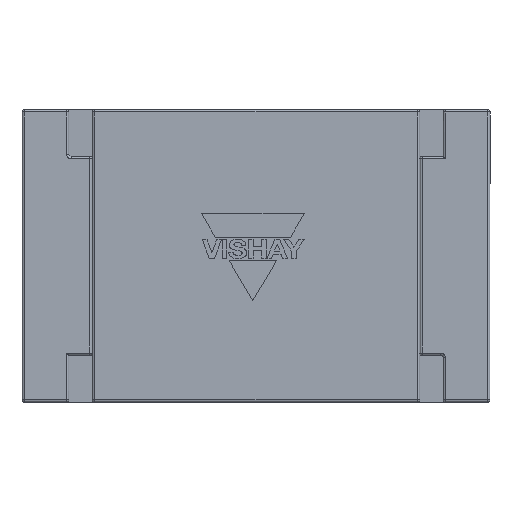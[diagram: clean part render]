
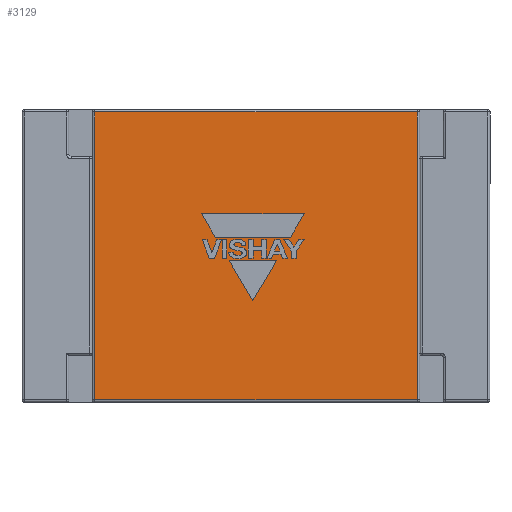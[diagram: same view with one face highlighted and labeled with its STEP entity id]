
A CAD part, top view. The second image highlights one B-rep face of the part: STEP entity #3129.
In plain terms, the highlighted face is planar.
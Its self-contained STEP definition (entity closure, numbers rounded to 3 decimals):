
#427=FACE_OUTER_BOUND('',#629,.T.);
#629=EDGE_LOOP('',(#2504,#2505,#2506,#2507));
#820=LINE('',#5046,#1122);
#824=LINE('',#5066,#1126);
#826=LINE('',#5069,#1128);
#832=LINE('',#5078,#1134);
#1122=VECTOR('',#4199,10.);
#1126=VECTOR('',#4223,10.);
#1128=VECTOR('',#4227,10.);
#1134=VECTOR('',#4239,10.);
#1433=VERTEX_POINT('',#5018);
#1442=VERTEX_POINT('',#5039);
#1445=VERTEX_POINT('',#5052);
#1450=VERTEX_POINT('',#5062);
#1798=EDGE_CURVE('',#1442,#1433,#820,.T.);
#1808=EDGE_CURVE('',#1445,#1450,#824,.T.);
#1810=EDGE_CURVE('',#1450,#1442,#826,.T.);
#1816=EDGE_CURVE('',#1433,#1445,#832,.T.);
#2504=ORIENTED_EDGE('',*,*,#1808,.F.);
#2505=ORIENTED_EDGE('',*,*,#1816,.F.);
#2506=ORIENTED_EDGE('',*,*,#1798,.F.);
#2507=ORIENTED_EDGE('',*,*,#1810,.F.);
#2939=PLANE('',#3583);
#3129=ADVANCED_FACE('',(#427),#2939,.F.);
#3583=AXIS2_PLACEMENT_3D('',#5098,#4267,#4268);
#4199=DIRECTION('',(1.,0.,0.));
#4223=DIRECTION('',(-1.,0.,0.));
#4227=DIRECTION('',(0.,-1.,0.));
#4239=DIRECTION('',(0.,1.,0.));
#4267=DIRECTION('center_axis',(0.,0.,1.));
#4268=DIRECTION('ref_axis',(1.,0.,0.));
#5018=CARTESIAN_POINT('',(0.69,-0.615,0.));
#5039=CARTESIAN_POINT('',(-0.69,-0.615,0.));
#5046=CARTESIAN_POINT('',(-0.35,-0.615,0.));
#5052=CARTESIAN_POINT('',(0.69,0.615,0.));
#5062=CARTESIAN_POINT('',(-0.69,0.615,0.));
#5066=CARTESIAN_POINT('',(0.35,0.615,0.));
#5069=CARTESIAN_POINT('',(-0.69,0.313,0.));
#5078=CARTESIAN_POINT('',(0.69,-0.313,0.));
#5098=CARTESIAN_POINT('Origin',(0.,0.,
0.));
